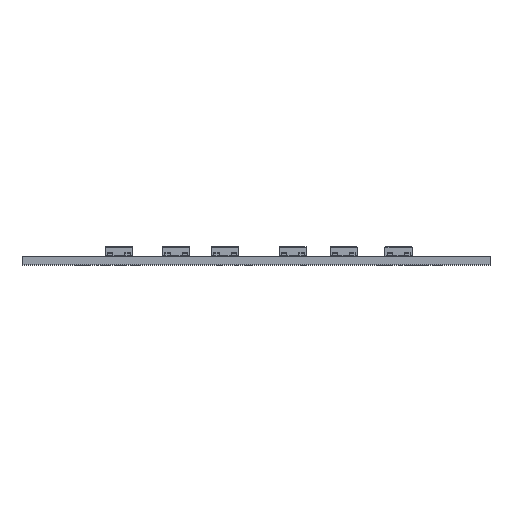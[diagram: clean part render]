
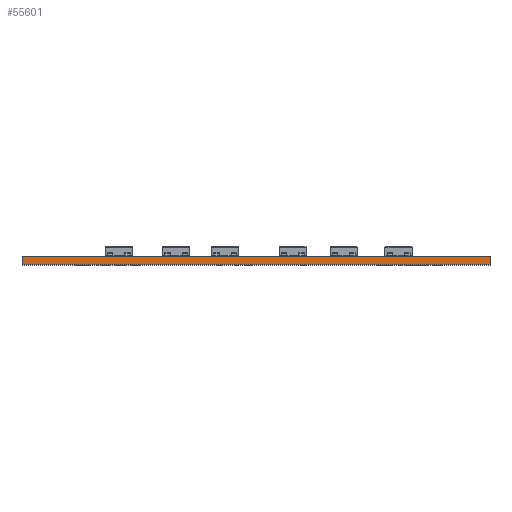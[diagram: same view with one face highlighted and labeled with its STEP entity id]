
A CAD part, front view. The second image highlights one B-rep face of the part: STEP entity #55601.
In plain terms, the highlighted planar face has unit normal (0, -1, 0).
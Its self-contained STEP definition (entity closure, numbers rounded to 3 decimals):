
#55601 = ADVANCED_FACE('',(#55602),#55636,.T.);
#55602 = FACE_BOUND('',#55603,.T.);
#55603 = EDGE_LOOP('',(#55604,#55614,#55622,#55630));
#55604 = ORIENTED_EDGE('',*,*,#55605,.T.);
#55605 = EDGE_CURVE('',#55606,#55608,#55610,.T.);
#55606 = VERTEX_POINT('',#55607);
#55607 = CARTESIAN_POINT('',(206.27,-135.6,0.));
#55608 = VERTEX_POINT('',#55609);
#55609 = CARTESIAN_POINT('',(206.27,-135.6,1.51));
#55610 = LINE('',#55611,#55612);
#55611 = CARTESIAN_POINT('',(206.27,-135.6,0.));
#55612 = VECTOR('',#55613,1.);
#55613 = DIRECTION('',(0.,0.,1.));
#55614 = ORIENTED_EDGE('',*,*,#55615,.T.);
#55615 = EDGE_CURVE('',#55608,#55616,#55618,.T.);
#55616 = VERTEX_POINT('',#55617);
#55617 = CARTESIAN_POINT('',(120.27,-135.6,1.51));
#55618 = LINE('',#55619,#55620);
#55619 = CARTESIAN_POINT('',(206.27,-135.6,1.51));
#55620 = VECTOR('',#55621,1.);
#55621 = DIRECTION('',(-1.,0.,0.));
#55622 = ORIENTED_EDGE('',*,*,#55623,.F.);
#55623 = EDGE_CURVE('',#55624,#55616,#55626,.T.);
#55624 = VERTEX_POINT('',#55625);
#55625 = CARTESIAN_POINT('',(120.27,-135.6,0.));
#55626 = LINE('',#55627,#55628);
#55627 = CARTESIAN_POINT('',(120.27,-135.6,0.));
#55628 = VECTOR('',#55629,1.);
#55629 = DIRECTION('',(0.,0.,1.));
#55630 = ORIENTED_EDGE('',*,*,#55631,.F.);
#55631 = EDGE_CURVE('',#55606,#55624,#55632,.T.);
#55632 = LINE('',#55633,#55634);
#55633 = CARTESIAN_POINT('',(206.27,-135.6,0.));
#55634 = VECTOR('',#55635,1.);
#55635 = DIRECTION('',(-1.,0.,0.));
#55636 = PLANE('',#55637);
#55637 = AXIS2_PLACEMENT_3D('',#55638,#55639,#55640);
#55638 = CARTESIAN_POINT('',(206.27,-135.6,0.));
#55639 = DIRECTION('',(0.,-1.,0.));
#55640 = DIRECTION('',(-1.,0.,0.));
